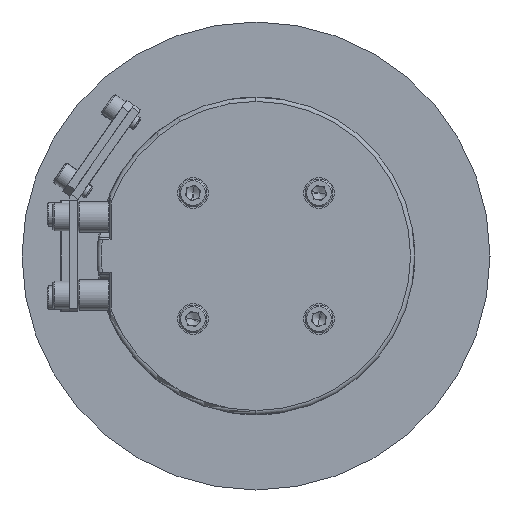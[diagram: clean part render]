
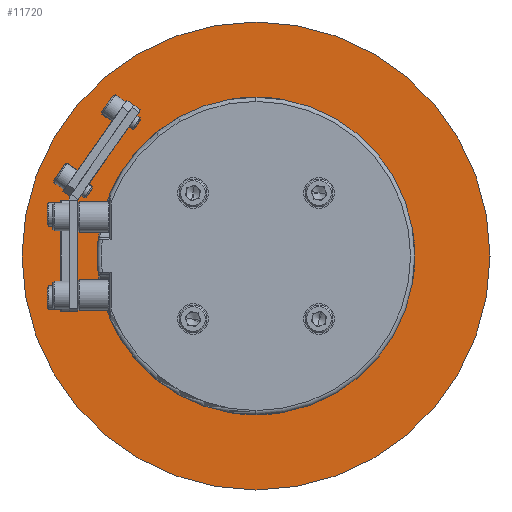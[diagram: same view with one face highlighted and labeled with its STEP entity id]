
A CAD part, left-side view. The second image highlights one B-rep face of the part: STEP entity #11720.
In plain terms, the highlighted planar face has unit normal (-1, 0, 0).
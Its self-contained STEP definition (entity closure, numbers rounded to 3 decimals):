
#117 = CARTESIAN_POINT ( 'NONE',  ( 58.5, 53., 0. ) ) ;
#159 = DIRECTION ( 'NONE',  ( 0., 1., 0. ) ) ;
#243 = EDGE_CURVE ( 'NONE', #8968, #9387, #7412, .T. ) ;
#411 = CIRCLE ( 'NONE', #11045, 84. ) ;
#1904 = FACE_OUTER_BOUND ( 'NONE', #3058, .T. ) ;
#2089 = CARTESIAN_POINT ( 'NONE',  ( 58.5, 0., 0. ) ) ;
#2227 = DIRECTION ( 'NONE',  ( 1., 0., 0. ) ) ;
#2342 = AXIS2_PLACEMENT_3D ( 'NONE', #11323, #11534, #6512 ) ;
#3058 = EDGE_LOOP ( 'NONE', ( #10774, #5494 ) ) ;
#3060 = DIRECTION ( 'NONE',  ( 0., -1., 0. ) ) ;
#4163 = CARTESIAN_POINT ( 'NONE',  ( 58.5, 0., 0. ) ) ;
#4407 = EDGE_CURVE ( 'NONE', #9387, #8968, #8117, .T. ) ;
#5042 = DIRECTION ( 'NONE',  ( 0., 1., 0. ) ) ;
#5161 = DIRECTION ( 'NONE',  ( 0., -1., 0. ) ) ;
#5494 = ORIENTED_EDGE ( 'NONE', *, *, #10693, .T. ) ;
#5798 = ORIENTED_EDGE ( 'NONE', *, *, #243, .T. ) ;
#6248 = EDGE_LOOP ( 'NONE', ( #5798, #11622 ) ) ;
#6512 = DIRECTION ( 'NONE',  ( 0., 1., 0. ) ) ;
#6522 = VERTEX_POINT ( 'NONE', #8582 ) ;
#7412 = CIRCLE ( 'NONE', #11214, 53. ) ;
#7427 = VERTEX_POINT ( 'NONE', #9142 ) ;
#7604 = CARTESIAN_POINT ( 'NONE',  ( 58.5, -53., 0. ) ) ;
#8117 = CIRCLE ( 'NONE', #2342, 53. ) ;
#8186 = EDGE_CURVE ( 'NONE', #7427, #6522, #9082, .T. ) ;
#8582 = CARTESIAN_POINT ( 'NONE',  ( 58.5, 84., 0. ) ) ;
#8899 = DIRECTION ( 'NONE',  ( -1., 0., 0. ) ) ;
#8906 = PLANE ( 'NONE',  #11067 ) ;
#8968 = VERTEX_POINT ( 'NONE', #117 ) ;
#9082 = CIRCLE ( 'NONE', #9950, 84. ) ;
#9142 = CARTESIAN_POINT ( 'NONE',  ( 58.5, -84., 0. ) ) ;
#9387 = VERTEX_POINT ( 'NONE', #7604 ) ;
#9864 = CARTESIAN_POINT ( 'NONE',  ( 58.5, 52., 0. ) ) ;
#9950 = AXIS2_PLACEMENT_3D ( 'NONE', #2089, #8899, #3060 ) ;
#10693 = EDGE_CURVE ( 'NONE', #6522, #7427, #411, .T. ) ;
#10730 = CARTESIAN_POINT ( 'NONE',  ( 58.5, 0., 0. ) ) ;
#10774 = ORIENTED_EDGE ( 'NONE', *, *, #8186, .T. ) ;
#10850 = DIRECTION ( 'NONE',  ( 1., 0., 0. ) ) ;
#10966 = DIRECTION ( 'NONE',  ( -1., 0., 0. ) ) ;
#11045 = AXIS2_PLACEMENT_3D ( 'NONE', #4163, #10966, #5161 ) ;
#11067 = AXIS2_PLACEMENT_3D ( 'NONE', #9864, #10850, #5042 ) ;
#11214 = AXIS2_PLACEMENT_3D ( 'NONE', #10730, #2227, #159 ) ;
#11323 = CARTESIAN_POINT ( 'NONE',  ( 58.5, 0., 0. ) ) ;
#11534 = DIRECTION ( 'NONE',  ( 1., 0., 0. ) ) ;
#11622 = ORIENTED_EDGE ( 'NONE', *, *, #4407, .T. ) ;
#11720 = ADVANCED_FACE ( 'NONE', ( #11939, #1904 ), #8906, .F. ) ;
#11939 = FACE_BOUND ( 'NONE', #6248, .T. ) ;
